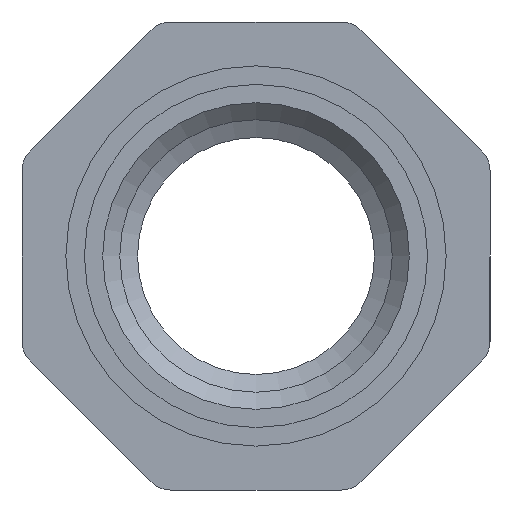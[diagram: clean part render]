
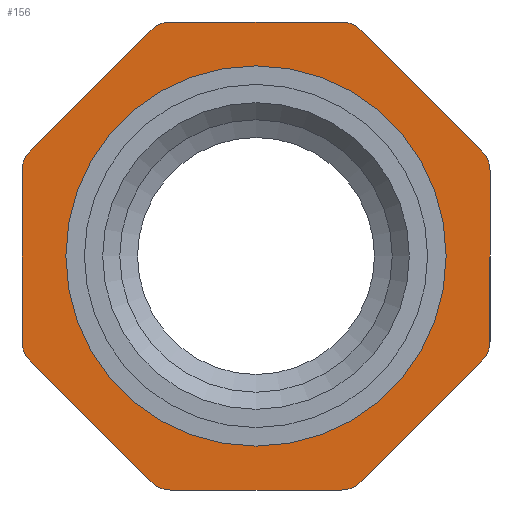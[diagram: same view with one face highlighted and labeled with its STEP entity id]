
A CAD part, left-side view. The second image highlights one B-rep face of the part: STEP entity #156.
In plain terms, the highlighted planar face has unit normal (-1, 0, 0).
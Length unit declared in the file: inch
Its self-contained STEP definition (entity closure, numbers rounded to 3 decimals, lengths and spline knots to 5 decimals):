
#3 = CARTESIAN_POINT ( 'NONE',  ( -1.69291, -0.62992, -0.22994 ) ) ;
#4 = EDGE_CURVE ( 'NONE', #903, #209, #233, .T. ) ;
#14 = AXIS2_PLACEMENT_3D ( 'NONE', #248, #524, #129 ) ;
#20 = ORIENTED_EDGE ( 'NONE', *, *, #64, .T. ) ;
#21 = ORIENTED_EDGE ( 'NONE', *, *, #313, .T. ) ;
#23 = CARTESIAN_POINT ( 'NONE',  ( -1.69291, -0.22994, -0.62992 ) ) ;
#28 = DIRECTION ( 'NONE',  ( 0., 0., 1. ) ) ;
#30 = DIRECTION ( 'NONE',  ( -1., 0., 0. ) ) ;
#33 = CARTESIAN_POINT ( 'NONE',  ( -1.69291, -0.22994, 0.62992 ) ) ;
#41 = EDGE_CURVE ( 'NONE', #209, #609, #42, .T. ) ;
#42 = CIRCLE ( 'NONE', #762, 0.0748 ) ;
#43 = CARTESIAN_POINT ( 'NONE',  ( -1.69291, -0.22994, 0.55512 ) ) ;
#55 = CARTESIAN_POINT ( 'NONE',  ( -1.69291, 0.60801, 0.28283 ) ) ;
#59 = DIRECTION ( 'NONE',  ( 0., -1., 0. ) ) ;
#60 = EDGE_CURVE ( 'NONE', #794, #677, #618, .T. ) ;
#64 = EDGE_CURVE ( 'NONE', #135, #903, #517, .T. ) ;
#69 = VERTEX_POINT ( 'NONE', #55 ) ;
#79 = DIRECTION ( 'NONE',  ( -1., 0., 0. ) ) ;
#86 = DIRECTION ( 'NONE',  ( 0., 0., 1. ) ) ;
#91 = CARTESIAN_POINT ( 'NONE',  ( -1.69291, 0.62992, -0.22994 ) ) ;
#98 = VERTEX_POINT ( 'NONE', #771 ) ;
#102 = ORIENTED_EDGE ( 'NONE', *, *, #166, .T. ) ;
#106 = ORIENTED_EDGE ( 'NONE', *, *, #346, .T. ) ;
#118 = DIRECTION ( 'NONE',  ( -1., 0., 0. ) ) ;
#123 = VERTEX_POINT ( 'NONE', #298 ) ;
#129 = DIRECTION ( 'NONE',  ( 0., 0., 1. ) ) ;
#135 = VERTEX_POINT ( 'NONE', #527 ) ;
#137 = DIRECTION ( 'NONE',  ( 0., 0., 1. ) ) ;
#144 = DIRECTION ( 'NONE',  ( -1., 0., 0. ) ) ;
#152 = EDGE_CURVE ( 'NONE', #577, #776, #340, .T. ) ;
#156 = ADVANCED_FACE ( 'NONE', ( #855, #881 ), #300, .T. ) ;
#159 = CIRCLE ( 'NONE', #302, 0.51181 ) ;
#165 = CARTESIAN_POINT ( 'NONE',  ( -1.69291, -0.55512, -0.22994 ) ) ;
#166 = EDGE_CURVE ( 'NONE', #123, #135, #688, .T. ) ;
#186 = ORIENTED_EDGE ( 'NONE', *, *, #633, .T. ) ;
#199 = CARTESIAN_POINT ( 'NONE',  ( -1.69291, -0.60801, 0.28283 ) ) ;
#209 = VERTEX_POINT ( 'NONE', #23 ) ;
#217 = EDGE_CURVE ( 'NONE', #98, #69, #268, .T. ) ;
#227 = CARTESIAN_POINT ( 'NONE',  ( -1.69291, 0.55512, 0.22994 ) ) ;
#233 = LINE ( 'NONE', #585, #783 ) ;
#240 = CARTESIAN_POINT ( 'NONE',  ( -1.69291, -0.62992, 0.22994 ) ) ;
#248 = CARTESIAN_POINT ( 'NONE',  ( -1.69291, 0.22994, -0.55512 ) ) ;
#258 = ORIENTED_EDGE ( 'NONE', *, *, #828, .T. ) ;
#259 = VECTOR ( 'NONE', #664, 39.37008 ) ;
#261 = CARTESIAN_POINT ( 'NONE',  ( -1.69291, -0.28283, 0.60801 ) ) ;
#262 = AXIS2_PLACEMENT_3D ( 'NONE', #580, #659, #734 ) ;
#268 = LINE ( 'NONE', #649, #259 ) ;
#279 = VERTEX_POINT ( 'NONE', #334 ) ;
#280 = VECTOR ( 'NONE', #86, 39.37008 ) ;
#281 = AXIS2_PLACEMENT_3D ( 'NONE', #165, #144, #137 ) ;
#284 = CIRCLE ( 'NONE', #469, 0.0748 ) ;
#287 = CARTESIAN_POINT ( 'NONE',  ( -1.69291, 0.67585, 0. ) ) ;
#293 = VERTEX_POINT ( 'NONE', #417 ) ;
#296 = DIRECTION ( 'NONE',  ( 0., -0.707, -0.707 ) ) ;
#298 = CARTESIAN_POINT ( 'NONE',  ( -1.69291, 0.60801, -0.28283 ) ) ;
#300 = PLANE ( 'NONE',  #426 ) ;
#301 = CARTESIAN_POINT ( 'NONE',  ( -1.69291, 0.28283, -0.60801 ) ) ;
#302 = AXIS2_PLACEMENT_3D ( 'NONE', #820, #675, #778 ) ;
#304 = DIRECTION ( 'NONE',  ( 0., 0., 1. ) ) ;
#313 = EDGE_CURVE ( 'NONE', #69, #279, #701, .T. ) ;
#333 = EDGE_CURVE ( 'NONE', #486, #123, #284, .T. ) ;
#334 = CARTESIAN_POINT ( 'NONE',  ( -1.69291, 0.62992, 0.22994 ) ) ;
#340 = LINE ( 'NONE', #786, #844 ) ;
#341 = EDGE_CURVE ( 'NONE', #474, #577, #552, .T. ) ;
#346 = EDGE_CURVE ( 'NONE', #609, #293, #600, .T. ) ;
#349 = VECTOR ( 'NONE', #505, 39.37008 ) ;
#351 = ORIENTED_EDGE ( 'NONE', *, *, #41, .T. ) ;
#352 = VECTOR ( 'NONE', #696, 39.37008 ) ;
#357 = ORIENTED_EDGE ( 'NONE', *, *, #4, .T. ) ;
#378 = ORIENTED_EDGE ( 'NONE', *, *, #333, .T. ) ;
#382 = CIRCLE ( 'NONE', #262, 0.0748 ) ;
#383 = LINE ( 'NONE', #91, #729 ) ;
#416 = CARTESIAN_POINT ( 'NONE',  ( -1.69291, 0., -0.51181 ) ) ;
#417 = CARTESIAN_POINT ( 'NONE',  ( -1.69291, -0.60801, -0.28283 ) ) ;
#418 = EDGE_CURVE ( 'NONE', #621, #621, #159, .T. ) ;
#426 = AXIS2_PLACEMENT_3D ( 'NONE', #287, #79, #304 ) ;
#436 = DIRECTION ( 'NONE',  ( 0., 0., 1. ) ) ;
#450 = DIRECTION ( 'NONE',  ( 0., 0., 1. ) ) ;
#452 = DIRECTION ( 'NONE',  ( -1., 0., 0. ) ) ;
#453 = CARTESIAN_POINT ( 'NONE',  ( -1.69291, -0.55512, 0.22994 ) ) ;
#460 = DIRECTION ( 'NONE',  ( -1., 0., 0. ) ) ;
#469 = AXIS2_PLACEMENT_3D ( 'NONE', #806, #787, #735 ) ;
#474 = VERTEX_POINT ( 'NONE', #728 ) ;
#486 = VERTEX_POINT ( 'NONE', #770 ) ;
#492 = ORIENTED_EDGE ( 'NONE', *, *, #902, .T. ) ;
#494 = EDGE_CURVE ( 'NONE', #831, #474, #731, .T. ) ;
#495 = CARTESIAN_POINT ( 'NONE',  ( -1.69291, -0.22994, -0.55512 ) ) ;
#496 = DIRECTION ( 'NONE',  ( 0., 0., 1. ) ) ;
#501 = VECTOR ( 'NONE', #296, 39.37008 ) ;
#502 = ORIENTED_EDGE ( 'NONE', *, *, #494, .T. ) ;
#503 = CIRCLE ( 'NONE', #739, 0.0748 ) ;
#505 = DIRECTION ( 'NONE',  ( 0., 0.707, 0.707 ) ) ;
#517 = CIRCLE ( 'NONE', #14, 0.0748 ) ;
#524 = DIRECTION ( 'NONE',  ( -1., 0., 0. ) ) ;
#527 = CARTESIAN_POINT ( 'NONE',  ( -1.69291, 0.28283, -0.60801 ) ) ;
#528 = CARTESIAN_POINT ( 'NONE',  ( -1.69291, -0.28283, -0.60801 ) ) ;
#542 = ORIENTED_EDGE ( 'NONE', *, *, #674, .F. ) ;
#543 = ORIENTED_EDGE ( 'NONE', *, *, #217, .T. ) ;
#547 = DIRECTION ( 'NONE',  ( 0., 0., -1. ) ) ;
#550 = EDGE_LOOP ( 'NONE', ( #492, #502, #668, #810, #542, #543, #21, #186, #378, #102, #20, #357, #351, #106, #258, #896 ) ) ;
#552 = CIRCLE ( 'NONE', #867, 0.0748 ) ;
#556 = AXIS2_PLACEMENT_3D ( 'NONE', #227, #118, #436 ) ;
#567 = CARTESIAN_POINT ( 'NONE',  ( -1.69291, -0.60801, -0.28283 ) ) ;
#568 = CARTESIAN_POINT ( 'NONE',  ( -1.69291, 0.22994, 0.62992 ) ) ;
#577 = VERTEX_POINT ( 'NONE', #33 ) ;
#580 = CARTESIAN_POINT ( 'NONE',  ( -1.69291, 0.22994, 0.55512 ) ) ;
#585 = CARTESIAN_POINT ( 'NONE',  ( -1.69291, -0.22994, -0.62992 ) ) ;
#593 = CARTESIAN_POINT ( 'NONE',  ( -1.69291, -0.62992, 0.22994 ) ) ;
#600 = LINE ( 'NONE', #567, #352 ) ;
#609 = VERTEX_POINT ( 'NONE', #528 ) ;
#618 = LINE ( 'NONE', #240, #280 ) ;
#621 = VERTEX_POINT ( 'NONE', #416 ) ;
#622 = ORIENTED_EDGE ( 'NONE', *, *, #418, .T. ) ;
#633 = EDGE_CURVE ( 'NONE', #279, #486, #383, .T. ) ;
#649 = CARTESIAN_POINT ( 'NONE',  ( -1.69291, 0.60801, 0.28283 ) ) ;
#659 = DIRECTION ( 'NONE',  ( 1., 0., 0. ) ) ;
#664 = DIRECTION ( 'NONE',  ( 0., 0.707, -0.707 ) ) ;
#665 = CARTESIAN_POINT ( 'NONE',  ( -1.69291, 0.22994, -0.62992 ) ) ;
#668 = ORIENTED_EDGE ( 'NONE', *, *, #341, .T. ) ;
#674 = EDGE_CURVE ( 'NONE', #98, #776, #382, .T. ) ;
#675 = DIRECTION ( 'NONE',  ( 1., 0., 0. ) ) ;
#677 = VERTEX_POINT ( 'NONE', #593 ) ;
#688 = LINE ( 'NONE', #301, #501 ) ;
#696 = DIRECTION ( 'NONE',  ( 0., -0.707, 0.707 ) ) ;
#701 = CIRCLE ( 'NONE', #556, 0.0748 ) ;
#704 = CIRCLE ( 'NONE', #281, 0.0748 ) ;
#728 = CARTESIAN_POINT ( 'NONE',  ( -1.69291, -0.28283, 0.60801 ) ) ;
#729 = VECTOR ( 'NONE', #547, 39.37008 ) ;
#731 = LINE ( 'NONE', #261, #349 ) ;
#734 = DIRECTION ( 'NONE',  ( 0., 0., 1. ) ) ;
#735 = DIRECTION ( 'NONE',  ( 0., 0., 1. ) ) ;
#739 = AXIS2_PLACEMENT_3D ( 'NONE', #453, #452, #450 ) ;
#762 = AXIS2_PLACEMENT_3D ( 'NONE', #495, #460, #496 ) ;
#770 = CARTESIAN_POINT ( 'NONE',  ( -1.69291, 0.62992, -0.22994 ) ) ;
#771 = CARTESIAN_POINT ( 'NONE',  ( -1.69291, 0.28283, 0.60801 ) ) ;
#776 = VERTEX_POINT ( 'NONE', #568 ) ;
#778 = DIRECTION ( 'NONE',  ( 0., 0., -1. ) ) ;
#783 = VECTOR ( 'NONE', #59, 39.37008 ) ;
#786 = CARTESIAN_POINT ( 'NONE',  ( -1.69291, 0.22994, 0.62992 ) ) ;
#787 = DIRECTION ( 'NONE',  ( -1., 0., 0. ) ) ;
#794 = VERTEX_POINT ( 'NONE', #3 ) ;
#806 = CARTESIAN_POINT ( 'NONE',  ( -1.69291, 0.55512, -0.22994 ) ) ;
#810 = ORIENTED_EDGE ( 'NONE', *, *, #152, .T. ) ;
#814 = DIRECTION ( 'NONE',  ( 0., 1., 0. ) ) ;
#820 = CARTESIAN_POINT ( 'NONE',  ( -1.69291, 0., 0. ) ) ;
#828 = EDGE_CURVE ( 'NONE', #293, #794, #704, .T. ) ;
#831 = VERTEX_POINT ( 'NONE', #199 ) ;
#844 = VECTOR ( 'NONE', #814, 39.37008 ) ;
#846 = EDGE_LOOP ( 'NONE', ( #622 ) ) ;
#855 = FACE_BOUND ( 'NONE', #846, .T. ) ;
#867 = AXIS2_PLACEMENT_3D ( 'NONE', #43, #30, #28 ) ;
#881 = FACE_OUTER_BOUND ( 'NONE', #550, .T. ) ;
#896 = ORIENTED_EDGE ( 'NONE', *, *, #60, .T. ) ;
#902 = EDGE_CURVE ( 'NONE', #677, #831, #503, .T. ) ;
#903 = VERTEX_POINT ( 'NONE', #665 ) ;
